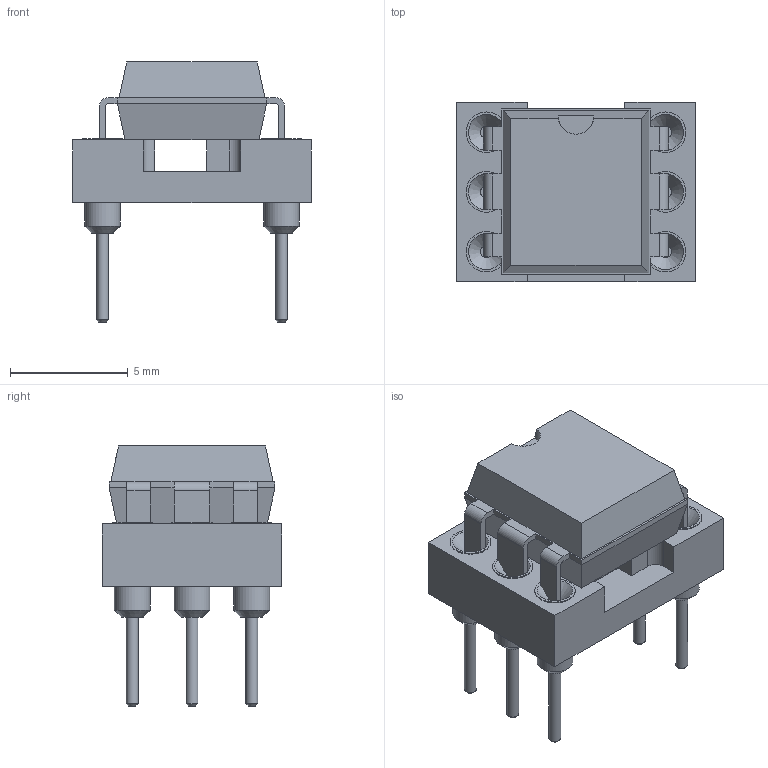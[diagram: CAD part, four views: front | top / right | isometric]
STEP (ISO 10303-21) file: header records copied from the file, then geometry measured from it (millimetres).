
FILE_DESCRIPTION(('FreeCAD Model'),'2;1');
FILE_NAME('DIP-6_with_socket.step' ,'2019-01-20T21:05:07',('Author'),(''), 'Open CASCADE STEP processor 7.2','FreeCAD','Unknown');
FILE_SCHEMA(('AUTOMOTIVE_DESIGN_CC2 { 1 2 10303 214 -1 1 5 4 }'));
Length unit declared in the file: millimetre
Products named in the file (2): DIP_6_W762mm_Socket; DIP-6_W7.62mm
Bounding box: 10.16 x 7.62 x 11.06 mm (x, y, z)
Volume: 302.1 mm3; surface area: 578.9 mm2
Topology: 2 solids, 2 shells, 218 faces, 506 edges, 321 vertices
Faces by surface type: plane 137, cylinder 45, cone 18, bspline 18
Full cylindrical faces by diameter (mm): 0.508 x12, 1.524 x6, 1.724 x6
Entity records: 7946 total; most frequent: CARTESIAN_POINT 1416, ORIENTED_EDGE 1012, DIRECTION 1005, EDGE_CURVE 506, LINE 371, VECTOR 371, VERTEX_POINT 321, AXIS2_PLACEMENT_3D 317
